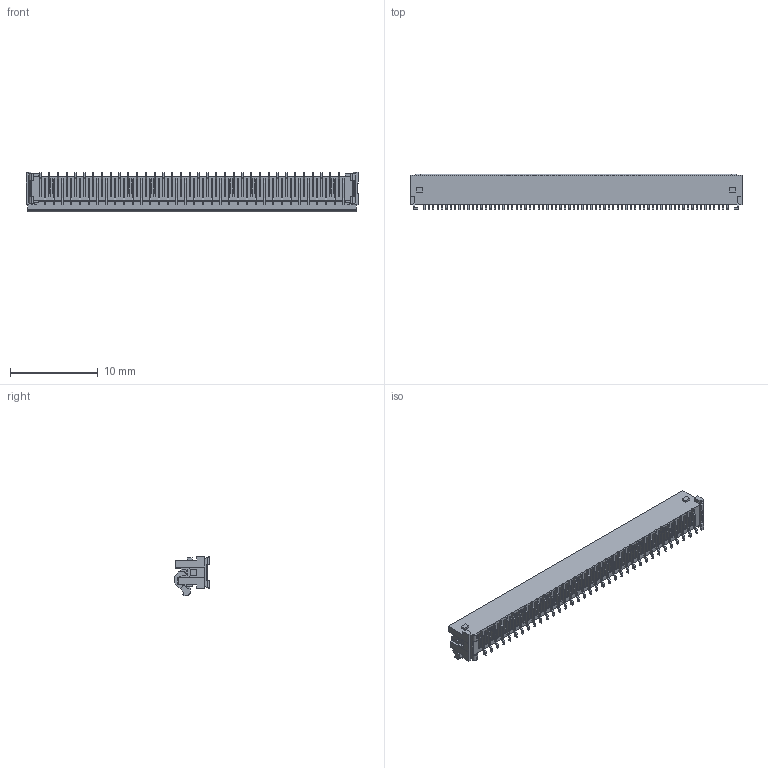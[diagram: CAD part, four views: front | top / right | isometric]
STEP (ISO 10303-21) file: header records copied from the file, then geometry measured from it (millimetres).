
FILE_DESCRIPTION((''),'2;1');
FILE_NAME('5019517010','2008-06-18T',('gga'),(''),'PRO/ENGINEER BY PARAMETRIC TECHNOLOGY CORPORATION, 2003451','PRO/ENGINEER BY PARAMETRIC TECHNOLOGY CORPORATION, 2003451','');
FILE_SCHEMA(('CONFIG_CONTROL_DESIGN'));
Products named in the file (1): 5019517010
Bounding box: 37.8 x 4.05 x 4.5 mm (x, y, z)
Volume: 308.9 mm3; surface area: 1944.3 mm2
Topology: 1 solids, 1 shells, 4898 faces, 15999 edges, 10708 vertices
Faces by surface type: plane 4281, cylinder 617
Entity records: 173568 total; most frequent: ORIENTED_EDGE 31406, CARTESIAN_POINT 31310, DIRECTION 27033, EDGE_CURVE 15703, VECTOR 14763, LINE 14763, VERTEX_POINT 10412, AXIS2_PLACEMENT_3D 6135
